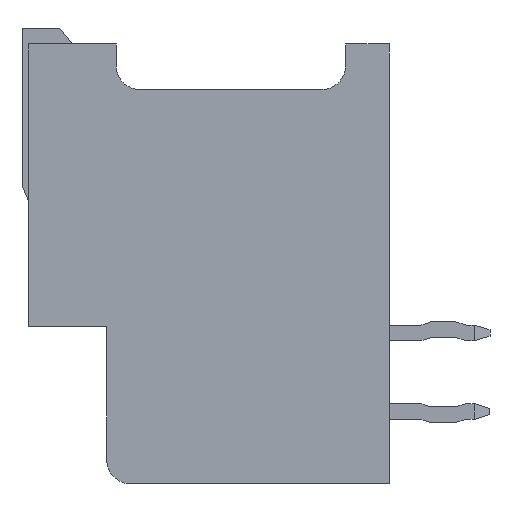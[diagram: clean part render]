
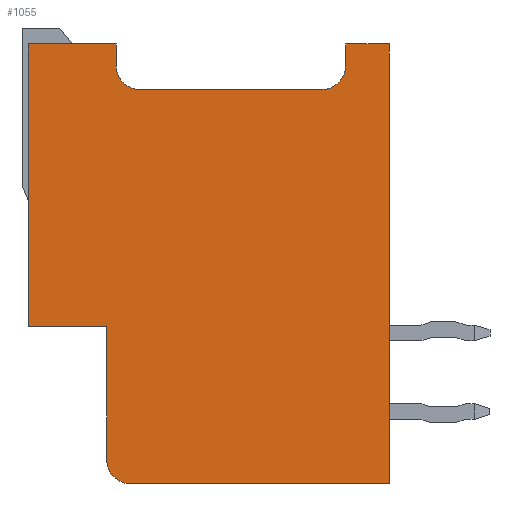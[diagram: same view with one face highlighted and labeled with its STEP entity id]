
A CAD part, left-side view. The second image highlights one B-rep face of the part: STEP entity #1055.
In plain terms, the highlighted planar face has unit normal (-1, 0, 0).
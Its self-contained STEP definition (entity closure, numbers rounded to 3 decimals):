
#1055 = ADVANCED_FACE( '', ( #2117 ), #2118, .F. );
#2117 = FACE_OUTER_BOUND( '', #3226, .T. );
#2118 = PLANE( '', #3227 );
#3226 = EDGE_LOOP( '', ( #6089, #6090, #6091, #6092, #6093, #6094, #6095, #6096, #6097, #6098, #6099, #6100, #6101 ) );
#3227 = AXIS2_PLACEMENT_3D( '', #6102, #6103, #6104 );
#6089 = ORIENTED_EDGE( '', *, *, #7391, .F. );
#6090 = ORIENTED_EDGE( '', *, *, #8224, .T. );
#6091 = ORIENTED_EDGE( '', *, *, #7999, .F. );
#6092 = ORIENTED_EDGE( '', *, *, #8267, .F. );
#6093 = ORIENTED_EDGE( '', *, *, #8275, .F. );
#6094 = ORIENTED_EDGE( '', *, *, #8276, .F. );
#6095 = ORIENTED_EDGE( '', *, *, #7906, .T. );
#6096 = ORIENTED_EDGE( '', *, *, #7459, .F. );
#6097 = ORIENTED_EDGE( '', *, *, #8277, .T. );
#6098 = ORIENTED_EDGE( '', *, *, #7147, .F. );
#6099 = ORIENTED_EDGE( '', *, *, #8278, .F. );
#6100 = ORIENTED_EDGE( '', *, *, #8220, .F. );
#6101 = ORIENTED_EDGE( '', *, *, #7231, .F. );
#6102 = CARTESIAN_POINT( '', ( -8.7, 0., 0. ) );
#6103 = DIRECTION( '', ( 1., 0., 0. ) );
#6104 = DIRECTION( '', ( 0., 0., -1. ) );
#7147 = EDGE_CURVE( '', #8611, #8609, #8613, .T. );
#7231 = EDGE_CURVE( '', #8763, #8765, #8766, .T. );
#7391 = EDGE_CURVE( '', #9043, #8763, #9045, .T. );
#7459 = EDGE_CURVE( '', #9158, #9156, #9160, .T. );
#7906 = EDGE_CURVE( '', #9858, #9156, #9860, .T. );
#7999 = EDGE_CURVE( '', #9981, #9983, #9984, .T. );
#8220 = EDGE_CURVE( '', #8765, #10256, #10257, .T. );
#8224 = EDGE_CURVE( '', #9043, #9983, #10261, .F. );
#8267 = EDGE_CURVE( '', #10309, #9981, #10311, .T. );
#8275 = EDGE_CURVE( '', #10319, #10309, #10320, .T. );
#8276 = EDGE_CURVE( '', #9858, #10319, #10321, .T. );
#8277 = EDGE_CURVE( '', #9158, #8609, #10322, .T. );
#8278 = EDGE_CURVE( '', #10256, #8611, #10323, .T. );
#8609 = VERTEX_POINT( '', #10733 );
#8611 = VERTEX_POINT( '', #10736 );
#8613 = LINE( '', #10739, #10740 );
#8763 = VERTEX_POINT( '', #10958 );
#8765 = VERTEX_POINT( '', #10961 );
#8766 = LINE( '', #10962, #10963 );
#9043 = VERTEX_POINT( '', #11379 );
#9045 = LINE( '', #11382, #11383 );
#9156 = VERTEX_POINT( '', #11543 );
#9158 = VERTEX_POINT( '', #11546 );
#9160 = LINE( '', #11549, #11550 );
#9858 = VERTEX_POINT( '', #12610 );
#9860 = CIRCLE( '', #12613, 0.75 );
#9981 = VERTEX_POINT( '', #12794 );
#9983 = VERTEX_POINT( '', #12797 );
#9984 = LINE( '', #12798, #12799 );
#10256 = VERTEX_POINT( '', #13218 );
#10257 = LINE( '', #13219, #13220 );
#10261 = CIRCLE( '', #13226, 0.75 );
#10309 = VERTEX_POINT( '', #13303 );
#10311 = LINE( '', #13306, #13307 );
#10319 = VERTEX_POINT( '', #13318 );
#10320 = LINE( '', #13319, #13320 );
#10321 = LINE( '', #13321, #13322 );
#10322 = CIRCLE( '', #13323, 0.75 );
#10323 = LINE( '', #13324, #13325 );
#10733 = CARTESIAN_POINT( '', ( -8.7, 4.2, 6.3 ) );
#10736 = CARTESIAN_POINT( '', ( -8.7, 4.2, 7. ) );
#10739 = CARTESIAN_POINT( '', ( -8.7, 4.2, 7. ) );
#10740 = VECTOR( '', #13651, 1000. );
#10958 = CARTESIAN_POINT( '', ( -8.7, 4.5, -2. ) );
#10961 = CARTESIAN_POINT( '', ( -8.7, 7., -2. ) );
#10962 = CARTESIAN_POINT( '', ( -8.7, 4.5, -2. ) );
#10963 = VECTOR( '', #13721, 1000. );
#11379 = CARTESIAN_POINT( '', ( -8.7, 4.5, -6.25 ) );
#11382 = CARTESIAN_POINT( '', ( -8.7, 4.5, -7. ) );
#11383 = VECTOR( '', #13862, 1000. );
#11543 = CARTESIAN_POINT( '', ( -8.7, -2.35, 5.55 ) );
#11546 = CARTESIAN_POINT( '', ( -8.7, 3.45, 5.55 ) );
#11549 = CARTESIAN_POINT( '', ( -8.7, 4.2, 5.55 ) );
#11550 = VECTOR( '', #13923, 1000. );
#12610 = CARTESIAN_POINT( '', ( -8.7, -3.1, 6.3 ) );
#12613 = AXIS2_PLACEMENT_3D( '', #14305, #14306, #14307 );
#12794 = CARTESIAN_POINT( '', ( -8.7, -4.5, -7. ) );
#12797 = CARTESIAN_POINT( '', ( -8.7, 3.75, -7. ) );
#12798 = CARTESIAN_POINT( '', ( -8.7, -4.5, -7. ) );
#12799 = VECTOR( '', #14375, 1000. );
#13218 = CARTESIAN_POINT( '', ( -8.7, 7., 7. ) );
#13219 = CARTESIAN_POINT( '', ( -8.7, 7., -2. ) );
#13220 = VECTOR( '', #14529, 1000. );
#13226 = AXIS2_PLACEMENT_3D( '', #14532, #14533, #14534 );
#13303 = CARTESIAN_POINT( '', ( -8.7, -4.5, 7. ) );
#13306 = CARTESIAN_POINT( '', ( -8.7, -4.5, 7. ) );
#13307 = VECTOR( '', #14565, 1000. );
#13318 = CARTESIAN_POINT( '', ( -8.7, -3.1, 7. ) );
#13319 = CARTESIAN_POINT( '', ( -8.7, -3.1, 7. ) );
#13320 = VECTOR( '', #14569, 1000. );
#13321 = CARTESIAN_POINT( '', ( -8.7, -3.1, 5.55 ) );
#13322 = VECTOR( '', #14570, 1000. );
#13323 = AXIS2_PLACEMENT_3D( '', #14571, #14572, #14573 );
#13324 = CARTESIAN_POINT( '', ( -8.7, 7., 7. ) );
#13325 = VECTOR( '', #14574, 1000. );
#13651 = DIRECTION( '', ( 0., 0., -1. ) );
#13721 = DIRECTION( '', ( 0., 1., 0. ) );
#13862 = DIRECTION( '', ( 0., 0., 1. ) );
#13923 = DIRECTION( '', ( 0., -1., 0. ) );
#14305 = CARTESIAN_POINT( '', ( -8.7, -2.35, 6.3 ) );
#14306 = DIRECTION( '', ( 1., 0., 0. ) );
#14307 = DIRECTION( '', ( 0., 0., -1. ) );
#14375 = DIRECTION( '', ( 0., 1., 0. ) );
#14529 = DIRECTION( '', ( 0., 0., 1. ) );
#14532 = CARTESIAN_POINT( '', ( -8.7, 3.75, -6.25 ) );
#14533 = DIRECTION( '', ( 1., 0., 0. ) );
#14534 = DIRECTION( '', ( 0., 0., -1. ) );
#14565 = DIRECTION( '', ( 0., 0., -1. ) );
#14569 = DIRECTION( '', ( 0., -1., 0. ) );
#14570 = DIRECTION( '', ( 0., 0., 1. ) );
#14571 = CARTESIAN_POINT( '', ( -8.7, 3.45, 6.3 ) );
#14572 = DIRECTION( '', ( 1., 0., 0. ) );
#14573 = DIRECTION( '', ( 0., 0., -1. ) );
#14574 = DIRECTION( '', ( 0., -1., 0. ) );
